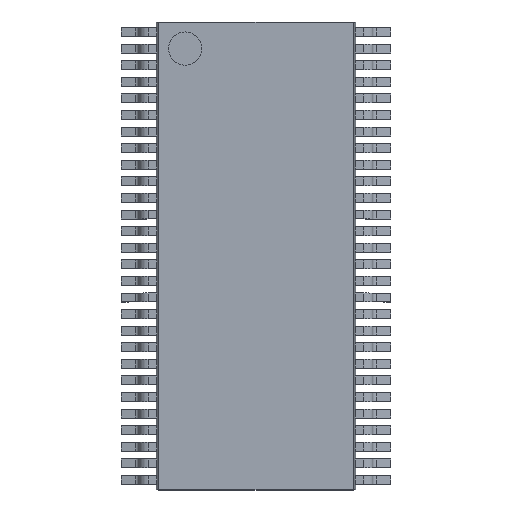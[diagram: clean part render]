
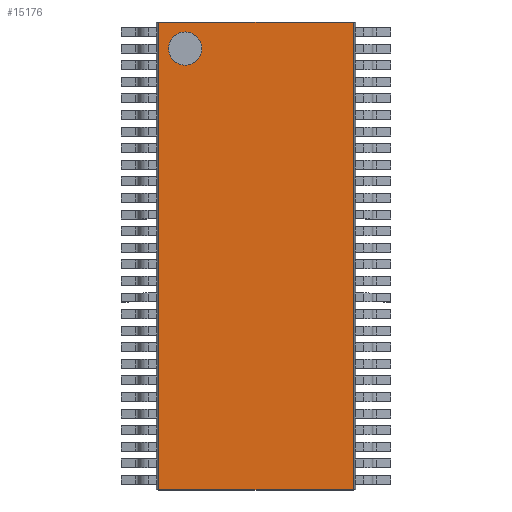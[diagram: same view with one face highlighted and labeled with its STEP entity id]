
A CAD part, top view. The second image highlights one B-rep face of the part: STEP entity #15176.
In plain terms, the highlighted planar face has unit normal (0, 0, 1).
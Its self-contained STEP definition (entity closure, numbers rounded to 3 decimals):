
#16=FACE_BOUND('',#2031,.T.);
#328=CIRCLE('',#16282,0.5);
#1173=FACE_OUTER_BOUND('',#2030,.T.);
#2030=EDGE_LOOP('',(#11629,#11630,#11631,#11632));
#2031=EDGE_LOOP('',(#11633));
#3269=LINE('',#23346,#5035);
#3272=LINE('',#23352,#5038);
#3273=LINE('',#23354,#5039);
#3274=LINE('',#23355,#5040);
#5035=VECTOR('',#18895,14.1);
#5038=VECTOR('',#18900,5.871);
#5039=VECTOR('',#18901,14.1);
#5040=VECTOR('',#18902,5.871);
#6681=VERTEX_POINT('',#23338);
#6683=VERTEX_POINT('',#23343);
#6684=VERTEX_POINT('',#23345);
#6686=VERTEX_POINT('',#23351);
#6687=VERTEX_POINT('',#23353);
#8471=EDGE_CURVE('',#6681,#6681,#328,.T.);
#8473=EDGE_CURVE('',#6684,#6683,#3269,.T.);
#8476=EDGE_CURVE('',#6683,#6686,#3272,.T.);
#8477=EDGE_CURVE('',#6687,#6686,#3273,.T.);
#8478=EDGE_CURVE('',#6687,#6684,#3274,.T.);
#11629=ORIENTED_EDGE('',*,*,#8476,.T.);
#11630=ORIENTED_EDGE('',*,*,#8477,.F.);
#11631=ORIENTED_EDGE('',*,*,#8478,.T.);
#11632=ORIENTED_EDGE('',*,*,#8473,.T.);
#11633=ORIENTED_EDGE('',*,*,#8471,.T.);
#14448=PLANE('',#16285);
#15176=ADVANCED_FACE('',(#1173,#16),#14448,.T.);
#16282=AXIS2_PLACEMENT_3D('',#23339,#18888,#18889);
#16285=AXIS2_PLACEMENT_3D('',#23350,#18898,#18899);
#18888=DIRECTION('center_axis',(0.,0.,
-1.));
#18889=DIRECTION('ref_axis',(1.,0.,0.));
#18895=DIRECTION('',(0.,1.,0.));
#18898=DIRECTION('center_axis',(0.,0.,
1.));
#18899=DIRECTION('ref_axis',(0.,-1.,0.));
#18900=DIRECTION('',(-1.,0.,0.));
#18901=DIRECTION('',(0.,1.,0.));
#18902=DIRECTION('',(1.,0.,0.));
#23338=CARTESIAN_POINT('',(-1.636,6.25,1.199));
#23339=CARTESIAN_POINT('Origin',(-2.136,6.25,1.199));
#23343=CARTESIAN_POINT('',(2.936,7.05,1.199));
#23345=CARTESIAN_POINT('',(2.936,-7.05,1.199));
#23346=CARTESIAN_POINT('',(2.936,-5.55,1.199));
#23350=CARTESIAN_POINT('Origin',(2.936,-5.55,1.199));
#23351=CARTESIAN_POINT('',(-2.936,7.05,1.199));
#23352=CARTESIAN_POINT('',(-2.936,7.05,1.199));
#23353=CARTESIAN_POINT('',(-2.936,-7.05,1.199));
#23354=CARTESIAN_POINT('',(-2.936,-5.55,1.199));
#23355=CARTESIAN_POINT('',(-2.936,-7.05,1.199));
